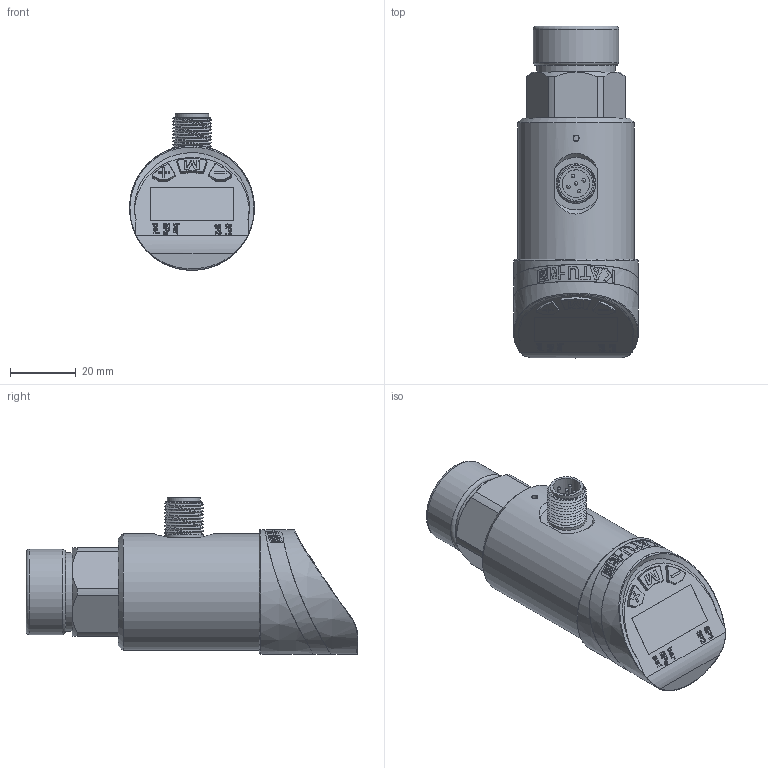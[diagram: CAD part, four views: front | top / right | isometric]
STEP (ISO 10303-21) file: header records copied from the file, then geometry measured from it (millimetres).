
FILE_DESCRIPTION(/* description */ (''),/* implementation_level */ '2;1');
FILE_NAME(/* name */ 'PS500-G14K G14内螺纹连接.stp',/* time_stamp */ '2023-06-05T11:56:30+08:00',/* author */ (''),/* organization */ (''),/* preprocessor_version */ 'ST-DEVELOPER v16',/* originating_system */ 'SIEMENS PLM Software NX 10.0',/* authorisation */ '');
FILE_SCHEMA (('CONFIG_CONTROL_DESIGN'));
Length unit declared in the file: millimetre
Products named in the file (1): _stp
Bounding box: 38 x 101 x 47.7 mm (x, y, z)
Volume: 64757.5 mm3; surface area: 22289.5 mm2
Topology: 1 solids, 5 shells, 718 faces, 1862 edges, 1218 vertices
Faces by surface type: plane 329, extrusion 130, cylinder 107, cone 71, bspline 44, torus 32, sphere 5
Full cylindrical faces by diameter (mm): 1 x5, 1.689 x1, 2.7 x6, 3 x1, 3.5 x5, 8.4 x1, 9.7 x1, 9.8 x1, 10.1 x1, 11 x1, 12 x1, 14 x1, 23 x3, 24 x1, 26 x5, 35.5 x1
Entity records: 29121 total; most frequent: CARTESIAN_POINT 12678, ORIENTED_EDGE 3506, DIRECTION 2963, EDGE_CURVE 1753, VERTEX_POINT 1176, AXIS2_PLACEMENT_3D 1000, VECTOR 963, EDGE_LOOP 857
